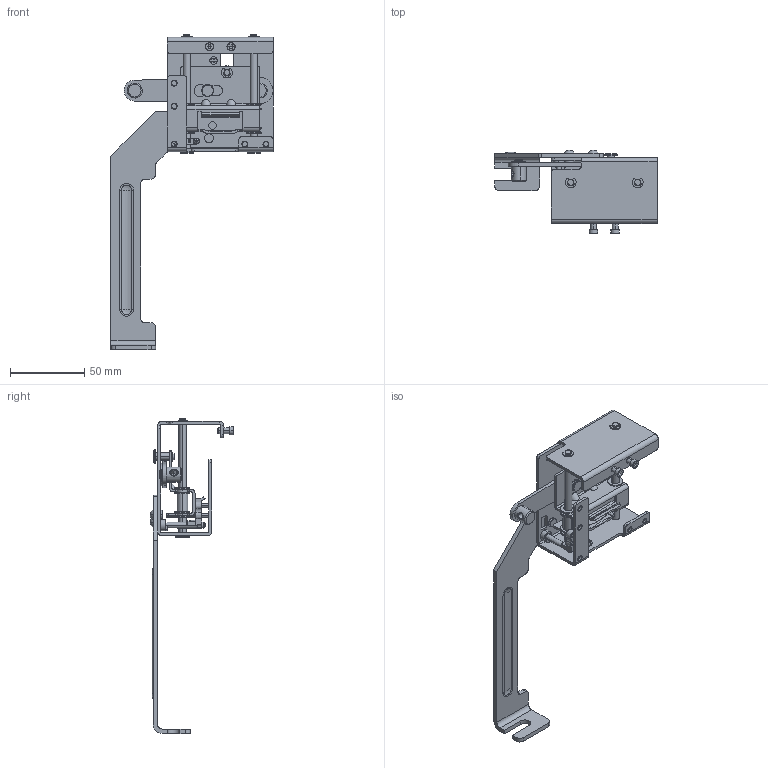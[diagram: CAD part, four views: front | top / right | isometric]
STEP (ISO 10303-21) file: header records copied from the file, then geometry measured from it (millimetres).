
FILE_DESCRIPTION((''),'2;1');
FILE_NAME('1SDH002065A2083_IGES','2022-07-18T15:02:23',('ITMADEL7'),(''),'CREO PARAMETRIC BY PTC INC, 2019030','CREO PARAMETRIC BY PTC INC, 2019030','');
FILE_SCHEMA(('AUTOMOTIVE_DESIGN { 1 0 10303 214 1 1 1 1 }'));
Products named in the file (1): 1SDH002065A2083_IGES
Bounding box: 109 x 56.3 x 211.7 mm (x, y, z)
Volume: 55070.9 mm3; surface area: 56553.5 mm2
Topology: 3 solids, 16 shells, 6575 faces, 17142 edges, 11346 vertices
Faces by surface type: plane 5907, cylinder 363, extrusion 194, cone 73, torus 14, bspline 14, sphere 10
Entity records: 247156 total; most frequent: CARTESIAN_POINT 39654, ORIENTED_EDGE 34192, DIRECTION 30502, EDGE_CURVE 17119, VECTOR 15892, LINE 15698, VERTEX_POINT 11344, EDGE_LOOP 7423
